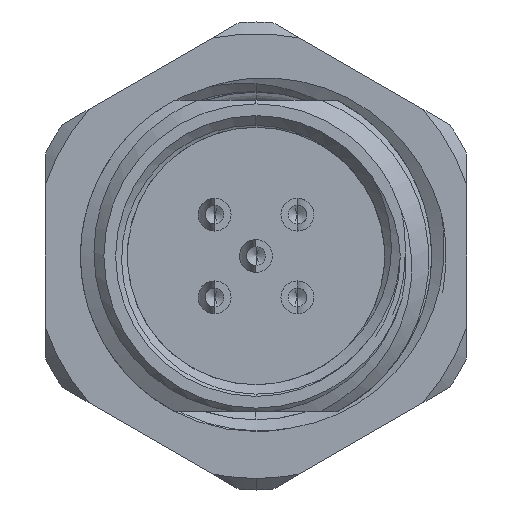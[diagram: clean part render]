
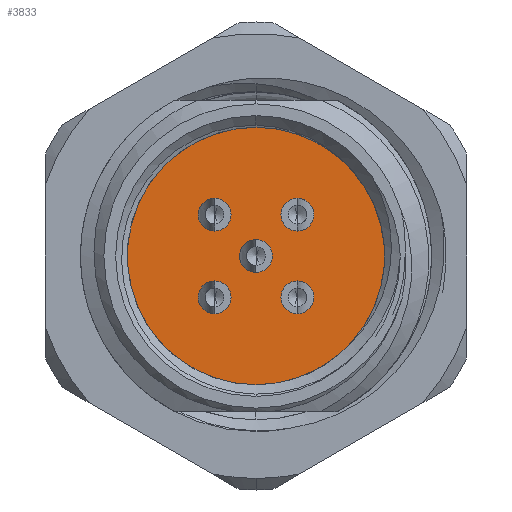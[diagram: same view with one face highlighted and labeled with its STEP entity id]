
A CAD part, left-side view. The second image highlights one B-rep face of the part: STEP entity #3833.
In plain terms, the highlighted planar face has unit normal (-1, 0, 0).
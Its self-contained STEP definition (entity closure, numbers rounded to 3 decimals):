
#277 = ORIENTED_EDGE ( 'NONE', *, *, #9998, .F. ) ;
#401 = CIRCLE ( 'NONE', #7717, 0.7 ) ;
#413 = VERTEX_POINT ( 'NONE', #3234 ) ;
#430 = DIRECTION ( 'NONE',  ( -1., 0., 0. ) ) ;
#443 = DIRECTION ( 'NONE',  ( -1., 0., 0. ) ) ;
#553 = CARTESIAN_POINT ( 'NONE',  ( -11.2, 0., 6. ) ) ;
#885 = EDGE_LOOP ( 'NONE', ( #7665, #11724 ) ) ;
#1040 = CARTESIAN_POINT ( 'NONE',  ( -11.2, 0., 0. ) ) ;
#1340 = DIRECTION ( 'NONE',  ( 0., 0., 1. ) ) ;
#1363 = CARTESIAN_POINT ( 'NONE',  ( -11.2, 0., 0. ) ) ;
#1471 = CARTESIAN_POINT ( 'NONE',  ( -11.2, -1.768, -1.768 ) ) ;
#1564 = CARTESIAN_POINT ( 'NONE',  ( -11.2, 1.768, -1.768 ) ) ;
#1735 = ORIENTED_EDGE ( 'NONE', *, *, #11941, .F. ) ;
#1861 = FACE_OUTER_BOUND ( 'NONE', #885, .T. ) ;
#1959 = EDGE_LOOP ( 'NONE', ( #3415, #5922 ) ) ;
#1987 = ORIENTED_EDGE ( 'NONE', *, *, #3490, .F. ) ;
#2013 = CIRCLE ( 'NONE', #6031, 0.7 ) ;
#2051 = CARTESIAN_POINT ( 'NONE',  ( -11.2, 4., 0. ) ) ;
#2071 = EDGE_LOOP ( 'NONE', ( #4154, #3428 ) ) ;
#2174 = FACE_BOUND ( 'NONE', #4427, .T. ) ;
#2175 = CARTESIAN_POINT ( 'NONE',  ( -11.2, 1.768, -1.768 ) ) ;
#2257 = VERTEX_POINT ( 'NONE', #6983 ) ;
#2301 = EDGE_CURVE ( 'NONE', #2964, #7995, #2013, .T. ) ;
#2438 = CIRCLE ( 'NONE', #6456, 0.7 ) ;
#2441 = CIRCLE ( 'NONE', #6690, 0.7 ) ;
#2571 = DIRECTION ( 'NONE',  ( 0., 0., 1. ) ) ;
#2591 = CIRCLE ( 'NONE', #9294, 0.7 ) ;
#2655 = VERTEX_POINT ( 'NONE', #4064 ) ;
#2766 = FACE_BOUND ( 'NONE', #1959, .T. ) ;
#2927 = CIRCLE ( 'NONE', #6385, 0.7 ) ;
#2964 = VERTEX_POINT ( 'NONE', #8289 ) ;
#3057 = DIRECTION ( 'NONE',  ( -1., 0., 0. ) ) ;
#3234 = CARTESIAN_POINT ( 'NONE',  ( -11.2, -1.768, 1.068 ) ) ;
#3415 = ORIENTED_EDGE ( 'NONE', *, *, #7273, .F. ) ;
#3428 = ORIENTED_EDGE ( 'NONE', *, *, #4080, .F. ) ;
#3490 = EDGE_CURVE ( 'NONE', #10800, #2257, #2927, .T. ) ;
#3504 = CIRCLE ( 'NONE', #6479, 0.7 ) ;
#3584 = DIRECTION ( 'NONE',  ( 0., 0., 1. ) ) ;
#3598 = CIRCLE ( 'NONE', #10229, 0.7 ) ;
#3833 = ADVANCED_FACE ( 'NONE', ( #2766, #10016, #7662, #6919, #2174, #1861 ), #6717, .F. ) ;
#4064 = CARTESIAN_POINT ( 'NONE',  ( -11.2, 0., -0.7 ) ) ;
#4080 = EDGE_CURVE ( 'NONE', #413, #12087, #3504, .T. ) ;
#4109 = CARTESIAN_POINT ( 'NONE',  ( -11.2, 0., 0. ) ) ;
#4140 = ORIENTED_EDGE ( 'NONE', *, *, #2301, .F. ) ;
#4154 = ORIENTED_EDGE ( 'NONE', *, *, #4378, .F. ) ;
#4163 = EDGE_CURVE ( 'NONE', #7995, #2964, #8828, .T. ) ;
#4378 = EDGE_CURVE ( 'NONE', #12087, #413, #6321, .T. ) ;
#4427 = EDGE_LOOP ( 'NONE', ( #4140, #4720 ) ) ;
#4428 = CARTESIAN_POINT ( 'NONE',  ( -11.2, -1.768, -1.768 ) ) ;
#4451 = DIRECTION ( 'NONE',  ( -1., 0., 0. ) ) ;
#4720 = ORIENTED_EDGE ( 'NONE', *, *, #4163, .F. ) ;
#4844 = CARTESIAN_POINT ( 'NONE',  ( -11.2, 1.768, 2.468 ) ) ;
#4900 = CARTESIAN_POINT ( 'NONE',  ( -11.2, -1.768, 1.768 ) ) ;
#4939 = AXIS2_PLACEMENT_3D ( 'NONE', #5629, #10367, #12263 ) ;
#5108 = VERTEX_POINT ( 'NONE', #4844 ) ;
#5135 = DIRECTION ( 'NONE',  ( -1., 0., 0. ) ) ;
#5190 = VERTEX_POINT ( 'NONE', #10765 ) ;
#5340 = CARTESIAN_POINT ( 'NONE',  ( -11.2, 1.768, 1.068 ) ) ;
#5354 = DIRECTION ( 'NONE',  ( -1., 0., 0. ) ) ;
#5375 = DIRECTION ( 'NONE',  ( 0., 0., 1. ) ) ;
#5404 = DIRECTION ( 'NONE',  ( 0., 0., 1. ) ) ;
#5421 = CIRCLE ( 'NONE', #10796, 6. ) ;
#5629 = CARTESIAN_POINT ( 'NONE',  ( -11.2, 0., 0. ) ) ;
#5904 = EDGE_CURVE ( 'NONE', #5108, #7652, #2438, .T. ) ;
#5922 = ORIENTED_EDGE ( 'NONE', *, *, #12256, .F. ) ;
#5951 = DIRECTION ( 'NONE',  ( 0., 0., 1. ) ) ;
#5963 = DIRECTION ( 'NONE',  ( -1., 0., 0. ) ) ;
#6006 = DIRECTION ( 'NONE',  ( 0., 0., 1. ) ) ;
#6031 = AXIS2_PLACEMENT_3D ( 'NONE', #2175, #3057, #5951 ) ;
#6275 = ORIENTED_EDGE ( 'NONE', *, *, #5904, .F. ) ;
#6321 = CIRCLE ( 'NONE', #9566, 0.7 ) ;
#6385 = AXIS2_PLACEMENT_3D ( 'NONE', #4428, #443, #5375 ) ;
#6456 = AXIS2_PLACEMENT_3D ( 'NONE', #8306, #5354, #3584 ) ;
#6479 = AXIS2_PLACEMENT_3D ( 'NONE', #9025, #9059, #2571 ) ;
#6690 = AXIS2_PLACEMENT_3D ( 'NONE', #9916, #5135, #1340 ) ;
#6717 = PLANE ( 'NONE',  #8845 ) ;
#6811 = CARTESIAN_POINT ( 'NONE',  ( -11.2, 0., -6. ) ) ;
#6919 = FACE_BOUND ( 'NONE', #8863, .T. ) ;
#6983 = CARTESIAN_POINT ( 'NONE',  ( -11.2, -1.768, -1.068 ) ) ;
#7245 = CARTESIAN_POINT ( 'NONE',  ( -11.2, 1.768, -2.468 ) ) ;
#7269 = CARTESIAN_POINT ( 'NONE',  ( -11.2, -1.768, 2.468 ) ) ;
#7273 = EDGE_CURVE ( 'NONE', #5190, #2655, #3598, .T. ) ;
#7646 = DIRECTION ( 'NONE',  ( 0., 0., 1. ) ) ;
#7652 = VERTEX_POINT ( 'NONE', #5340 ) ;
#7662 = FACE_BOUND ( 'NONE', #2071, .T. ) ;
#7665 = ORIENTED_EDGE ( 'NONE', *, *, #11282, .T. ) ;
#7717 = AXIS2_PLACEMENT_3D ( 'NONE', #1471, #12012, #11945 ) ;
#7995 = VERTEX_POINT ( 'NONE', #7245 ) ;
#8128 = EDGE_CURVE ( 'NONE', #10717, #11388, #12152, .T. ) ;
#8289 = CARTESIAN_POINT ( 'NONE',  ( -11.2, 1.768, -1.068 ) ) ;
#8306 = CARTESIAN_POINT ( 'NONE',  ( -11.2, 1.768, 1.768 ) ) ;
#8828 = CIRCLE ( 'NONE', #10730, 0.7 ) ;
#8845 = AXIS2_PLACEMENT_3D ( 'NONE', #2051, #11477, #10600 ) ;
#8863 = EDGE_LOOP ( 'NONE', ( #277, #1987 ) ) ;
#8902 = EDGE_LOOP ( 'NONE', ( #6275, #1735 ) ) ;
#9025 = CARTESIAN_POINT ( 'NONE',  ( -11.2, -1.768, 1.768 ) ) ;
#9059 = DIRECTION ( 'NONE',  ( -1., 0., 0. ) ) ;
#9294 = AXIS2_PLACEMENT_3D ( 'NONE', #1040, #11489, #7646 ) ;
#9566 = AXIS2_PLACEMENT_3D ( 'NONE', #4900, #9772, #9687 ) ;
#9687 = DIRECTION ( 'NONE',  ( 0., 0., 1. ) ) ;
#9772 = DIRECTION ( 'NONE',  ( -1., 0., 0. ) ) ;
#9903 = DIRECTION ( 'NONE',  ( 0., 0., 1. ) ) ;
#9916 = CARTESIAN_POINT ( 'NONE',  ( -11.2, 1.768, 1.768 ) ) ;
#9998 = EDGE_CURVE ( 'NONE', #2257, #10800, #401, .T. ) ;
#10016 = FACE_BOUND ( 'NONE', #8902, .T. ) ;
#10229 = AXIS2_PLACEMENT_3D ( 'NONE', #4109, #5963, #6006 ) ;
#10367 = DIRECTION ( 'NONE',  ( -1., 0., 0. ) ) ;
#10516 = CARTESIAN_POINT ( 'NONE',  ( -11.2, -1.768, -2.468 ) ) ;
#10600 = DIRECTION ( 'NONE',  ( 0., 0., -1. ) ) ;
#10717 = VERTEX_POINT ( 'NONE', #6811 ) ;
#10730 = AXIS2_PLACEMENT_3D ( 'NONE', #1564, #4451, #5404 ) ;
#10765 = CARTESIAN_POINT ( 'NONE',  ( -11.2, 0., 0.7 ) ) ;
#10796 = AXIS2_PLACEMENT_3D ( 'NONE', #1363, #430, #9903 ) ;
#10800 = VERTEX_POINT ( 'NONE', #10516 ) ;
#11282 = EDGE_CURVE ( 'NONE', #11388, #10717, #5421, .T. ) ;
#11388 = VERTEX_POINT ( 'NONE', #553 ) ;
#11477 = DIRECTION ( 'NONE',  ( 1., 0., 0. ) ) ;
#11489 = DIRECTION ( 'NONE',  ( -1., 0., 0. ) ) ;
#11724 = ORIENTED_EDGE ( 'NONE', *, *, #8128, .T. ) ;
#11941 = EDGE_CURVE ( 'NONE', #7652, #5108, #2441, .T. ) ;
#11945 = DIRECTION ( 'NONE',  ( 0., 0., 1. ) ) ;
#12012 = DIRECTION ( 'NONE',  ( -1., 0., 0. ) ) ;
#12087 = VERTEX_POINT ( 'NONE', #7269 ) ;
#12152 = CIRCLE ( 'NONE', #4939, 6. ) ;
#12256 = EDGE_CURVE ( 'NONE', #2655, #5190, #2591, .T. ) ;
#12263 = DIRECTION ( 'NONE',  ( 0., 0., 1. ) ) ;
